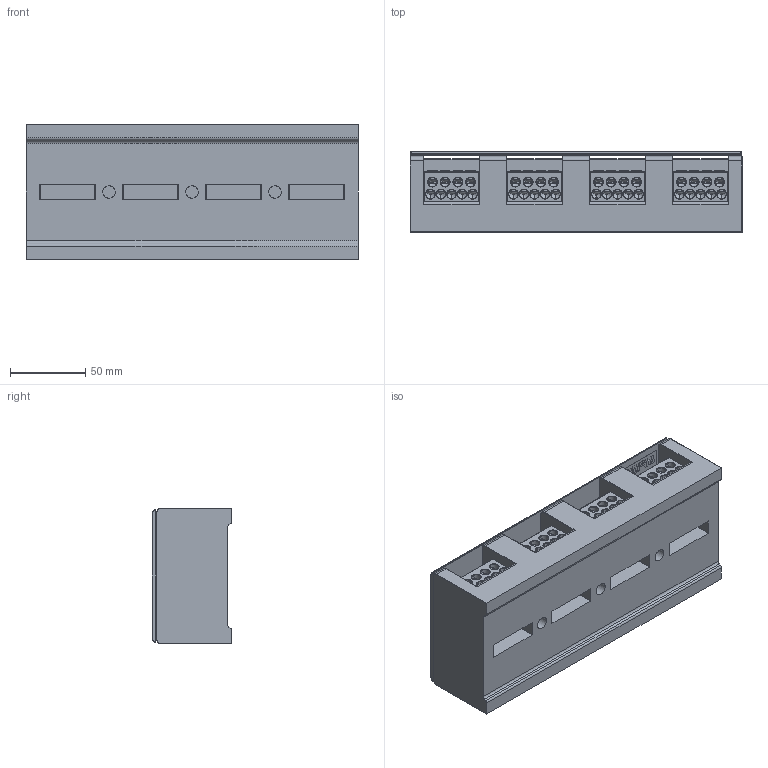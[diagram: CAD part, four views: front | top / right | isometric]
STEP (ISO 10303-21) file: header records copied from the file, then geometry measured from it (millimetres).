
FILE_DESCRIPTION((''),'2;1');
FILE_NAME('5YB574951','2023-07-28T',('Administrator'),(''),'PRO/ENGINEER BY PARAMETRIC TECHNOLOGY CORPORATION, 2013230','PRO/ENGINEER BY PARAMETRIC TECHNOLOGY CORPORATION, 2013230','');
FILE_SCHEMA(('CONFIG_CONTROL_DESIGN'));
Products named in the file (1): 5YB574951
Bounding box: 220 x 53 x 90 mm (x, y, z)
Volume: 669303 mm3; surface area: 183047.6 mm2
Topology: 1 solids, 37 shells, 3011 faces, 8245 edges, 5202 vertices
Faces by surface type: plane 1929, cylinder 630, cone 320, sphere 88, torus 44
Entity records: 115006 total; most frequent: CARTESIAN_POINT 20487, ORIENTED_EDGE 16074, DIRECTION 15145, EDGE_CURVE 8037, VECTOR 5603, LINE 5603, VERTEX_POINT 5202, AXIS2_PLACEMENT_3D 4771
